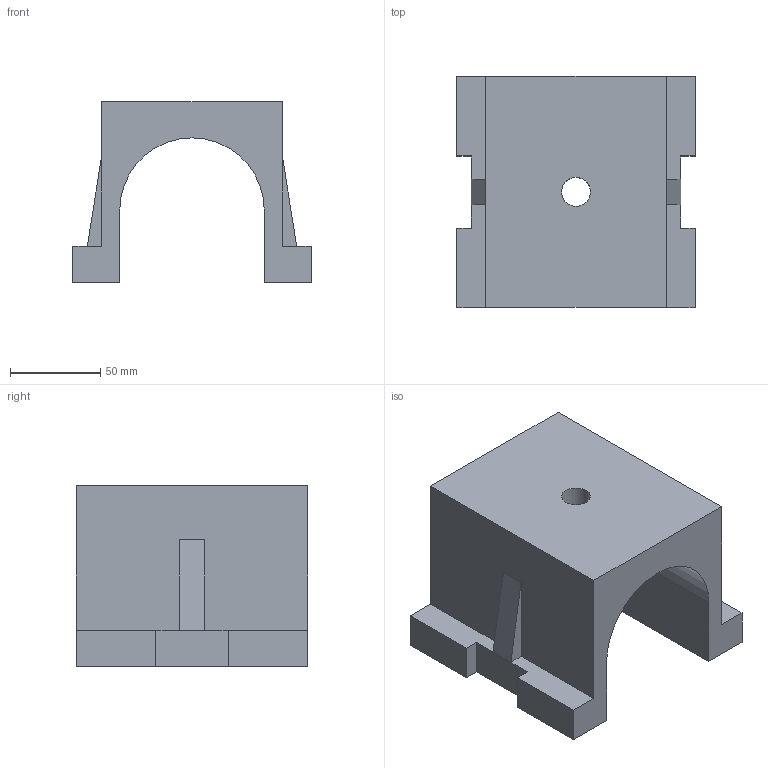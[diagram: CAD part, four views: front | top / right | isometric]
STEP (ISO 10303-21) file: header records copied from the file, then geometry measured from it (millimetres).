
FILE_DESCRIPTION(('FreeCAD Model'),'2;1');
FILE_NAME('Open CASCADE Shape Model','2025-02-16T20:26:03',(''),(''), 'Open CASCADE STEP processor 7.8','FreeCAD','Unknown');
FILE_SCHEMA(('AUTOMOTIVE_DESIGN { 1 0 10303 214 1 1 1 1 }'));
Length unit declared in the file: millimetre
Products named in the file (1): Тело
Bounding box: 132 x 128 x 100 mm (x, y, z)
Volume: 619358.5 mm3; surface area: 85906.7 mm2
Topology: 1 solids, 1 shells, 31 faces, 84 edges, 55 vertices
Faces by surface type: plane 29, cylinder 2
Full cylindrical faces by diameter (mm): 16 x1
Entity records: 1059 total; most frequent: CARTESIAN_POINT 250, ORIENTED_EDGE 168, DIRECTION 150, EDGE_CURVE 84, LINE 78, VECTOR 78, VERTEX_POINT 55, AXIS2_PLACEMENT_3D 36
